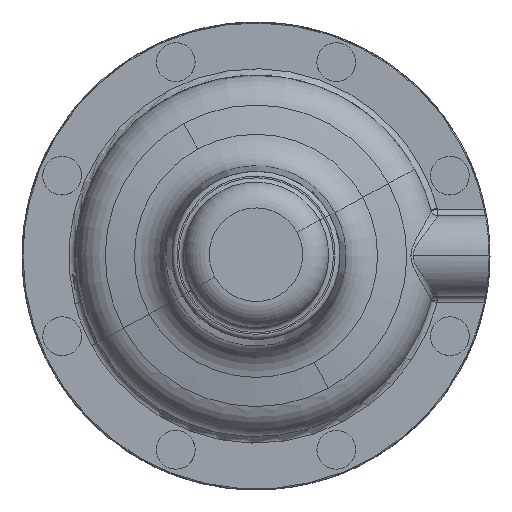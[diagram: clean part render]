
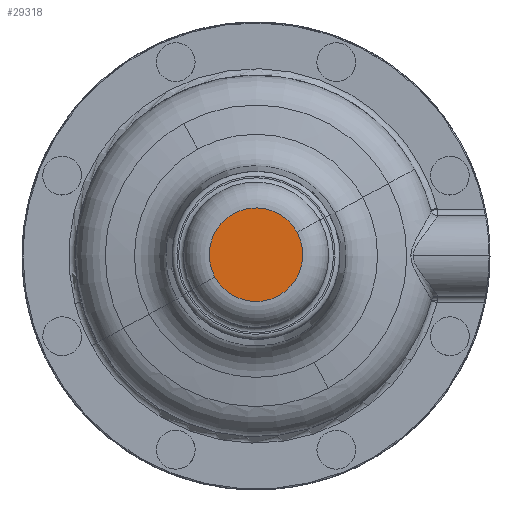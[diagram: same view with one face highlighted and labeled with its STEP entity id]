
A CAD part, top view. The second image highlights one B-rep face of the part: STEP entity #29318.
In plain terms, the highlighted planar face has unit normal (0, 0, 1).
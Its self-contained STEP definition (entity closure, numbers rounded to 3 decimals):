
#20 = ORIENTED_EDGE ( 'NONE', *, *, #20389, .T. ) ;
#2790 = FACE_OUTER_BOUND ( 'NONE', #29678, .T. ) ;
#11186 = DIRECTION ( 'NONE',  ( 0., 0., 1. ) ) ;
#11410 = DIRECTION ( 'NONE',  ( 0., 0., 1. ) ) ;
#11424 = DIRECTION ( 'NONE',  ( 0., -1., 0. ) ) ;
#16263 = CARTESIAN_POINT ( 'NONE',  ( 0., 0., 375.37 ) ) ;
#18348 = PLANE ( 'NONE',  #45821 ) ;
#20389 = EDGE_CURVE ( 'NONE', #23767, #32247, #36411, .T. ) ;
#23767 = VERTEX_POINT ( 'NONE', #30897 ) ;
#24578 = DIRECTION ( 'NONE',  ( 1., 0., 0. ) ) ;
#24824 = CIRCLE ( 'NONE', #41791, 14.5 ) ;
#28096 = EDGE_CURVE ( 'NONE', #32247, #23767, #24824, .T. ) ;
#28362 = CARTESIAN_POINT ( 'NONE',  ( 0., 0., 375.37 ) ) ;
#29318 = ADVANCED_FACE ( 'NONE', ( #2790 ), #18348, .T. ) ;
#29678 = EDGE_LOOP ( 'NONE', ( #42614, #20 ) ) ;
#30897 = CARTESIAN_POINT ( 'NONE',  ( -12.725, -6.952, 375.37 ) ) ;
#32247 = VERTEX_POINT ( 'NONE', #38873 ) ;
#34794 = AXIS2_PLACEMENT_3D ( 'NONE', #28362, #36969, #24578 ) ;
#36411 = CIRCLE ( 'NONE', #34794, 14.5 ) ;
#36969 = DIRECTION ( 'NONE',  ( 0., 0., 1. ) ) ;
#38873 = CARTESIAN_POINT ( 'NONE',  ( 12.725, 6.952, 375.37 ) ) ;
#41791 = AXIS2_PLACEMENT_3D ( 'NONE', #42594, #11410, #46392 ) ;
#42594 = CARTESIAN_POINT ( 'NONE',  ( 0., 0., 375.37 ) ) ;
#42614 = ORIENTED_EDGE ( 'NONE', *, *, #28096, .T. ) ;
#45821 = AXIS2_PLACEMENT_3D ( 'NONE', #16263, #11186, #11424 ) ;
#46392 = DIRECTION ( 'NONE',  ( 1., 0., 0. ) ) ;
